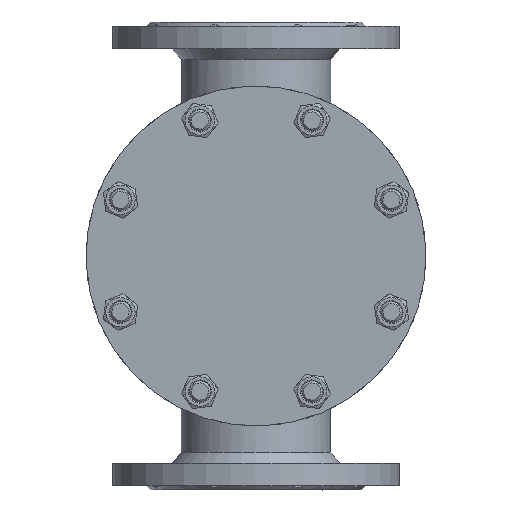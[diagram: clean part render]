
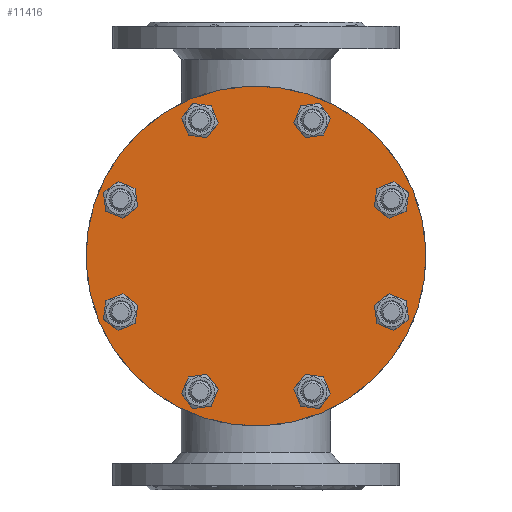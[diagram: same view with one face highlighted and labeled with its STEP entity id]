
A CAD part, front view. The second image highlights one B-rep face of the part: STEP entity #11416.
In plain terms, the highlighted face is planar.
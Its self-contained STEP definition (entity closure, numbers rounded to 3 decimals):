
#11203=CARTESIAN_POINT('',(127.5,0.0,0.0));
#11204=VERTEX_POINT('',#11203);
#11205=CARTESIAN_POINT('',(0.0,0.0,0.0));
#11206=DIRECTION('',(0.0,0.0,1.0));
#11207=DIRECTION('',(-1.0,0.0,0.0));
#11208=AXIS2_PLACEMENT_3D('',#11205,#11206,#11207);
#11209=CIRCLE('',#11208,127.5);
#11210=EDGE_CURVE('',#11204,#11204,#11209,.T.);
#11223=CARTESIAN_POINT('',(86.782,77.782,0.0));
#11224=VERTEX_POINT('',#11223);
#11225=CARTESIAN_POINT('',(77.782,77.782,0.0));
#11226=DIRECTION('',(0.0,0.0,1.0));
#11227=DIRECTION('',(1.0,0.0,0.0));
#11228=AXIS2_PLACEMENT_3D('',#11225,#11226,#11227);
#11229=CIRCLE('',#11228,9.0);
#11230=EDGE_CURVE('',#11224,#11224,#11229,.T.);
#11240=CARTESIAN_POINT('',(119.0,0.,0.0));
#11241=VERTEX_POINT('',#11240);
#11242=CARTESIAN_POINT('',(110.0,0.,0.0));
#11243=DIRECTION('',(0.0,0.0,1.0));
#11244=DIRECTION('',(1.0,0.0,0.0));
#11245=AXIS2_PLACEMENT_3D('',#11242,#11243,#11244);
#11246=CIRCLE('',#11245,9.0);
#11247=EDGE_CURVE('',#11241,#11241,#11246,.T.);
#11260=CARTESIAN_POINT('',(86.782,-77.782,0.0));
#11261=VERTEX_POINT('',#11260);
#11262=CARTESIAN_POINT('',(77.782,-77.782,0.0));
#11263=DIRECTION('',(0.0,0.0,1.0));
#11264=DIRECTION('',(1.0,0.0,0.0));
#11265=AXIS2_PLACEMENT_3D('',#11262,#11263,#11264);
#11266=CIRCLE('',#11265,9.0);
#11267=EDGE_CURVE('',#11261,#11261,#11266,.T.);
#11283=CARTESIAN_POINT('',(9.,-110.0,0.0));
#11284=VERTEX_POINT('',#11283);
#11285=CARTESIAN_POINT('',(0.,-110.0,0.0));
#11286=DIRECTION('',(0.0,0.0,1.0));
#11287=DIRECTION('',(1.0,0.0,0.0));
#11288=AXIS2_PLACEMENT_3D('',#11285,#11286,#11287);
#11289=CIRCLE('',#11288,9.0);
#11290=EDGE_CURVE('',#11284,#11284,#11289,.T.);
#11303=CARTESIAN_POINT('',(-68.782,-77.782,0.0));
#11304=VERTEX_POINT('',#11303);
#11305=CARTESIAN_POINT('',(-77.782,-77.782,0.0));
#11306=DIRECTION('',(0.0,0.0,1.0));
#11307=DIRECTION('',(1.0,0.0,0.0));
#11308=AXIS2_PLACEMENT_3D('',#11305,#11306,#11307);
#11309=CIRCLE('',#11308,9.0);
#11310=EDGE_CURVE('',#11304,#11304,#11309,.T.);
#11323=CARTESIAN_POINT('',(-101.,0.,0.0));
#11324=VERTEX_POINT('',#11323);
#11325=CARTESIAN_POINT('',(-110.0,0.,0.0));
#11326=DIRECTION('',(0.0,0.0,1.0));
#11327=DIRECTION('',(1.0,0.0,0.0));
#11328=AXIS2_PLACEMENT_3D('',#11325,#11326,#11327);
#11329=CIRCLE('',#11328,9.0);
#11330=EDGE_CURVE('',#11324,#11324,#11329,.T.);
#11343=CARTESIAN_POINT('',(-68.782,77.782,0.0));
#11344=VERTEX_POINT('',#11343);
#11345=CARTESIAN_POINT('',(-77.782,77.782,0.0));
#11346=DIRECTION('',(0.0,0.0,1.0));
#11347=DIRECTION('',(1.0,0.0,0.0));
#11348=AXIS2_PLACEMENT_3D('',#11345,#11346,#11347);
#11349=CIRCLE('',#11348,9.0);
#11350=EDGE_CURVE('',#11344,#11344,#11349,.T.);
#11363=CARTESIAN_POINT('',(9.,110.0,0.0));
#11364=VERTEX_POINT('',#11363);
#11365=CARTESIAN_POINT('',(0.,110.0,0.0));
#11366=DIRECTION('',(0.0,0.0,1.0));
#11367=DIRECTION('',(1.0,0.0,0.0));
#11368=AXIS2_PLACEMENT_3D('',#11365,#11366,#11367);
#11369=CIRCLE('',#11368,9.0);
#11370=EDGE_CURVE('',#11364,#11364,#11369,.T.);
#11384=CARTESIAN_POINT('',(0.0,0.0,0.0));
#11385=DIRECTION('',(0.0,0.0,1.0));
#11386=DIRECTION('',(1.0,0.0,0.0));
#11387=AXIS2_PLACEMENT_3D('',#11384,#11385,#11386);
#11388=PLANE('',#11387);
#11389=ORIENTED_EDGE('',*,*,#11210,.F.);
#11390=EDGE_LOOP('',(#11389));
#11391=FACE_OUTER_BOUND('',#11390,.T.);
#11392=ORIENTED_EDGE('',*,*,#11247,.T.);
#11393=EDGE_LOOP('',(#11392));
#11394=FACE_BOUND('',#11393,.T.);
#11395=ORIENTED_EDGE('',*,*,#11267,.T.);
#11396=EDGE_LOOP('',(#11395));
#11397=FACE_BOUND('',#11396,.T.);
#11398=ORIENTED_EDGE('',*,*,#11290,.T.);
#11399=EDGE_LOOP('',(#11398));
#11400=FACE_BOUND('',#11399,.T.);
#11401=ORIENTED_EDGE('',*,*,#11310,.T.);
#11402=EDGE_LOOP('',(#11401));
#11403=FACE_BOUND('',#11402,.T.);
#11404=ORIENTED_EDGE('',*,*,#11330,.T.);
#11405=EDGE_LOOP('',(#11404));
#11406=FACE_BOUND('',#11405,.T.);
#11407=ORIENTED_EDGE('',*,*,#11350,.T.);
#11408=EDGE_LOOP('',(#11407));
#11409=FACE_BOUND('',#11408,.T.);
#11410=ORIENTED_EDGE('',*,*,#11370,.T.);
#11411=EDGE_LOOP('',(#11410));
#11412=FACE_BOUND('',#11411,.T.);
#11413=ORIENTED_EDGE('',*,*,#11230,.T.);
#11414=EDGE_LOOP('',(#11413));
#11415=FACE_BOUND('',#11414,.T.);
#11416=ADVANCED_FACE('',(#11391,#11394,#11397,#11400,#11403,#11406,#11409,#11412,#11415),#11388,.F.);
